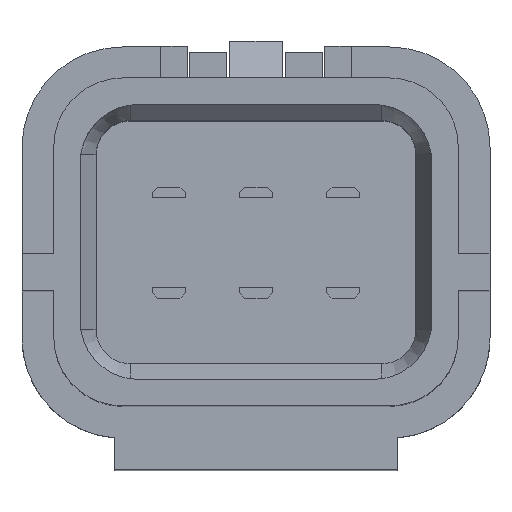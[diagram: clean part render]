
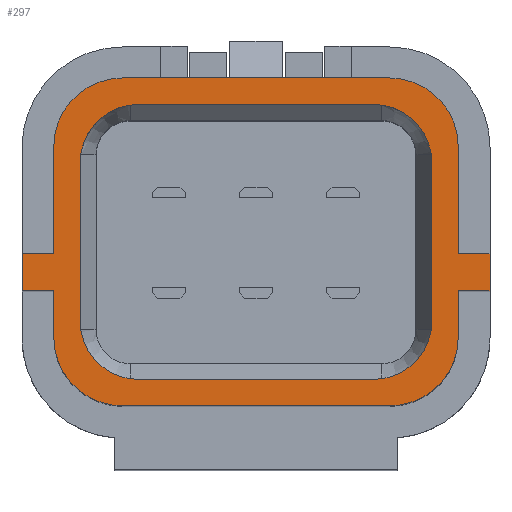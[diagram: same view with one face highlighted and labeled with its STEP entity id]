
A CAD part, top view. The second image highlights one B-rep face of the part: STEP entity #297.
In plain terms, the highlighted planar face has unit normal (0, 0, 1).
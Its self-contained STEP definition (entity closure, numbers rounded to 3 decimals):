
#297=ADVANCED_FACE('',(#663,#664),#462,.T.);
#462=PLANE('',#3303);
#605=CIRCLE('',#3295,2.6);
#606=CIRCLE('',#3296,2.6);
#607=CIRCLE('',#3297,2.6);
#608=CIRCLE('',#3298,2.6);
#609=CIRCLE('',#3299,2.2);
#610=CIRCLE('',#3300,2.2);
#611=CIRCLE('',#3301,2.2);
#612=CIRCLE('',#3302,2.2);
#663=FACE_BOUND('',#704,.T.);
#664=FACE_BOUND('',#705,.T.);
#704=EDGE_LOOP('',(#1000,#1001,#1002,#1003,#1004,#1005,#1006,#1007,#1008,
#1009,#1010,#1011,#1012,#1013,#1014,#1015));
#705=EDGE_LOOP('',(#1016,#1017,#1018,#1019,#1020,#1021,#1022,#1023));
#1000=ORIENTED_EDGE('',*,*,#2210,.F.);
#1001=ORIENTED_EDGE('',*,*,#2211,.T.);
#1002=ORIENTED_EDGE('',*,*,#2212,.F.);
#1003=ORIENTED_EDGE('',*,*,#2213,.F.);
#1004=ORIENTED_EDGE('',*,*,#2214,.F.);
#1005=ORIENTED_EDGE('',*,*,#2215,.F.);
#1006=ORIENTED_EDGE('',*,*,#2216,.T.);
#1007=ORIENTED_EDGE('',*,*,#2217,.F.);
#1008=ORIENTED_EDGE('',*,*,#2218,.F.);
#1009=ORIENTED_EDGE('',*,*,#2219,.T.);
#1010=ORIENTED_EDGE('',*,*,#2220,.T.);
#1011=ORIENTED_EDGE('',*,*,#2221,.T.);
#1012=ORIENTED_EDGE('',*,*,#2222,.T.);
#1013=ORIENTED_EDGE('',*,*,#2223,.T.);
#1014=ORIENTED_EDGE('',*,*,#2224,.T.);
#1015=ORIENTED_EDGE('',*,*,#2225,.T.);
#1016=ORIENTED_EDGE('',*,*,#2226,.F.);
#1017=ORIENTED_EDGE('',*,*,#2227,.T.);
#1018=ORIENTED_EDGE('',*,*,#2228,.F.);
#1019=ORIENTED_EDGE('',*,*,#2229,.T.);
#1020=ORIENTED_EDGE('',*,*,#2230,.F.);
#1021=ORIENTED_EDGE('',*,*,#2231,.T.);
#1022=ORIENTED_EDGE('',*,*,#2232,.F.);
#1023=ORIENTED_EDGE('',*,*,#2233,.T.);
#1900=VERTEX_POINT('',#4710);
#1901=VERTEX_POINT('',#4711);
#1902=VERTEX_POINT('',#4713);
#1903=VERTEX_POINT('',#4715);
#1904=VERTEX_POINT('',#4717);
#1905=VERTEX_POINT('',#4719);
#1906=VERTEX_POINT('',#4721);
#1907=VERTEX_POINT('',#4723);
#1908=VERTEX_POINT('',#4725);
#1909=VERTEX_POINT('',#4727);
#1910=VERTEX_POINT('',#4729);
#1911=VERTEX_POINT('',#4731);
#1912=VERTEX_POINT('',#4733);
#1913=VERTEX_POINT('',#4735);
#1914=VERTEX_POINT('',#4737);
#1915=VERTEX_POINT('',#4739);
#1916=VERTEX_POINT('',#4742);
#1917=VERTEX_POINT('',#4743);
#1918=VERTEX_POINT('',#4745);
#1919=VERTEX_POINT('',#4747);
#1920=VERTEX_POINT('',#4749);
#1921=VERTEX_POINT('',#4751);
#1922=VERTEX_POINT('',#4753);
#1923=VERTEX_POINT('',#4755);
#2210=EDGE_CURVE('',#1900,#1901,#2631,.T.);
#2211=EDGE_CURVE('',#1900,#1902,#2632,.T.);
#2212=EDGE_CURVE('',#1903,#1902,#605,.T.);
#2213=EDGE_CURVE('',#1904,#1903,#2633,.T.);
#2214=EDGE_CURVE('',#1905,#1904,#606,.T.);
#2215=EDGE_CURVE('',#1906,#1905,#2634,.T.);
#2216=EDGE_CURVE('',#1906,#1907,#2635,.T.);
#2217=EDGE_CURVE('',#1908,#1907,#2636,.T.);
#2218=EDGE_CURVE('',#1909,#1908,#2637,.T.);
#2219=EDGE_CURVE('',#1909,#1910,#2638,.T.);
#2220=EDGE_CURVE('',#1910,#1911,#607,.T.);
#2221=EDGE_CURVE('',#1911,#1912,#2639,.T.);
#2222=EDGE_CURVE('',#1912,#1913,#608,.T.);
#2223=EDGE_CURVE('',#1913,#1914,#2640,.T.);
#2224=EDGE_CURVE('',#1914,#1915,#2641,.T.);
#2225=EDGE_CURVE('',#1915,#1901,#2642,.T.);
#2226=EDGE_CURVE('',#1916,#1917,#2643,.T.);
#2227=EDGE_CURVE('',#1916,#1918,#609,.T.);
#2228=EDGE_CURVE('',#1919,#1918,#2644,.T.);
#2229=EDGE_CURVE('',#1919,#1920,#610,.T.);
#2230=EDGE_CURVE('',#1921,#1920,#2645,.T.);
#2231=EDGE_CURVE('',#1921,#1922,#611,.T.);
#2232=EDGE_CURVE('',#1923,#1922,#2646,.T.);
#2233=EDGE_CURVE('',#1923,#1917,#612,.T.);
#2631=LINE('',#4709,#2987);
#2632=LINE('',#4712,#2988);
#2633=LINE('',#4716,#2989);
#2634=LINE('',#4720,#2990);
#2635=LINE('',#4722,#2991);
#2636=LINE('',#4724,#2992);
#2637=LINE('',#4726,#2993);
#2638=LINE('',#4728,#2994);
#2639=LINE('',#4732,#2995);
#2640=LINE('',#4736,#2996);
#2641=LINE('',#4738,#2997);
#2642=LINE('',#4740,#2998);
#2643=LINE('',#4741,#2999);
#2644=LINE('',#4746,#3000);
#2645=LINE('',#4750,#3001);
#2646=LINE('',#4754,#3002);
#2987=VECTOR('',#3684,1.);
#2988=VECTOR('',#3685,1.);
#2989=VECTOR('',#3688,1.);
#2990=VECTOR('',#3691,1.);
#2991=VECTOR('',#3692,1.);
#2992=VECTOR('',#3693,1.);
#2993=VECTOR('',#3694,1.);
#2994=VECTOR('',#3695,1.);
#2995=VECTOR('',#3698,1.);
#2996=VECTOR('',#3701,1.);
#2997=VECTOR('',#3702,1.);
#2998=VECTOR('',#3703,1.);
#2999=VECTOR('',#3704,1.);
#3000=VECTOR('',#3707,1.);
#3001=VECTOR('',#3710,1.);
#3002=VECTOR('',#3713,1.);
#3295=AXIS2_PLACEMENT_3D('',#4714,#3686,#3687);
#3296=AXIS2_PLACEMENT_3D('',#4718,#3689,#3690);
#3297=AXIS2_PLACEMENT_3D('',#4730,#3696,#3697);
#3298=AXIS2_PLACEMENT_3D('',#4734,#3699,#3700);
#3299=AXIS2_PLACEMENT_3D('',#4744,#3705,#3706);
#3300=AXIS2_PLACEMENT_3D('',#4748,#3708,#3709);
#3301=AXIS2_PLACEMENT_3D('',#4752,#3711,#3712);
#3302=AXIS2_PLACEMENT_3D('',#4756,#3714,#3715);
#3303=AXIS2_PLACEMENT_3D('',#4757,#3716,#3717);
#3684=DIRECTION('',(1.,0.,0.));
#3685=DIRECTION('',(0.,1.,0.));
#3686=DIRECTION('',(0.,0.,-1.));
#3687=DIRECTION('',(1.,0.,0.));
#3688=DIRECTION('',(1.,0.,0.));
#3689=DIRECTION('',(0.,0.,-1.));
#3690=DIRECTION('',(1.,0.,0.));
#3691=DIRECTION('',(0.,1.,0.));
#3692=DIRECTION('',(-1.,0.,0.));
#3693=DIRECTION('',(0.,1.,0.));
#3694=DIRECTION('',(-1.,0.,0.));
#3695=DIRECTION('',(0.,-1.,0.));
#3696=DIRECTION('',(0.,0.,1.));
#3697=DIRECTION('',(1.,0.,0.));
#3698=DIRECTION('',(1.,0.,0.));
#3699=DIRECTION('',(0.,0.,1.));
#3700=DIRECTION('',(1.,0.,0.));
#3701=DIRECTION('',(0.,1.,0.));
#3702=DIRECTION('',(1.,0.,0.));
#3703=DIRECTION('',(0.,1.,0.));
#3704=DIRECTION('',(0.,-1.,0.));
#3705=DIRECTION('',(0.,0.,-1.));
#3706=DIRECTION('',(1.,0.,0.));
#3707=DIRECTION('',(-1.,0.,0.));
#3708=DIRECTION('',(0.,0.,-1.));
#3709=DIRECTION('',(1.,0.,0.));
#3710=DIRECTION('',(0.,1.,0.));
#3711=DIRECTION('',(0.,0.,-1.));
#3712=DIRECTION('',(1.,0.,0.));
#3713=DIRECTION('',(1.,0.,0.));
#3714=DIRECTION('',(0.,0.,-1.));
#3715=DIRECTION('',(1.,0.,0.));
#3716=DIRECTION('',(0.,0.,1.));
#3717=DIRECTION('',(-1.,0.,0.));
#4709=CARTESIAN_POINT('',(5.05,-0.45,0.));
#4710=CARTESIAN_POINT('',(7.65,-0.45,0.));
#4711=CARTESIAN_POINT('',(8.85,-0.45,0.));
#4712=CARTESIAN_POINT('',(7.65,-3.6,0.));
#4713=CARTESIAN_POINT('',(7.65,3.6,0.));
#4714=CARTESIAN_POINT('',(5.05,3.6,0.));
#4715=CARTESIAN_POINT('',(5.05,6.2,0.));
#4716=CARTESIAN_POINT('',(-5.05,6.2,0.));
#4717=CARTESIAN_POINT('',(-5.05,6.2,0.));
#4718=CARTESIAN_POINT('',(-5.05,3.6,0.));
#4719=CARTESIAN_POINT('',(-7.65,3.6,0.));
#4720=CARTESIAN_POINT('',(-7.65,3.6,0.));
#4721=CARTESIAN_POINT('',(-7.65,-0.45,0.));
#4722=CARTESIAN_POINT('',(5.05,-0.45,0.));
#4723=CARTESIAN_POINT('',(-8.85,-0.45,0.));
#4724=CARTESIAN_POINT('',(-8.85,-3.6,0.));
#4725=CARTESIAN_POINT('',(-8.85,-1.85,0.));
#4726=CARTESIAN_POINT('',(5.05,-1.85,0.));
#4727=CARTESIAN_POINT('',(-7.65,-1.85,0.));
#4728=CARTESIAN_POINT('',(-7.65,-3.6,0.));
#4729=CARTESIAN_POINT('',(-7.65,-3.6,0.));
#4730=CARTESIAN_POINT('',(-5.05,-3.6,0.));
#4731=CARTESIAN_POINT('',(-5.05,-6.2,0.));
#4732=CARTESIAN_POINT('',(5.05,-6.2,0.));
#4733=CARTESIAN_POINT('',(5.05,-6.2,0.));
#4734=CARTESIAN_POINT('',(5.05,-3.6,0.));
#4735=CARTESIAN_POINT('',(7.65,-3.6,0.));
#4736=CARTESIAN_POINT('',(7.65,-3.6,0.));
#4737=CARTESIAN_POINT('',(7.65,-1.85,0.));
#4738=CARTESIAN_POINT('',(5.05,-1.85,0.));
#4739=CARTESIAN_POINT('',(8.85,-1.85,0.));
#4740=CARTESIAN_POINT('',(8.85,-3.6,0.));
#4741=CARTESIAN_POINT('',(-6.65,-3.6,0.));
#4742=CARTESIAN_POINT('',(-6.65,3.,0.));
#4743=CARTESIAN_POINT('',(-6.65,-3.,0.));
#4744=CARTESIAN_POINT('',(-4.45,3.,0.));
#4745=CARTESIAN_POINT('',(-4.45,5.2,0.));
#4746=CARTESIAN_POINT('',(5.05,5.2,0.));
#4747=CARTESIAN_POINT('',(4.45,5.2,0.));
#4748=CARTESIAN_POINT('',(4.45,3.,0.));
#4749=CARTESIAN_POINT('',(6.65,3.,0.));
#4750=CARTESIAN_POINT('',(6.65,-3.6,0.));
#4751=CARTESIAN_POINT('',(6.65,-3.,0.));
#4752=CARTESIAN_POINT('',(4.45,-3.,0.));
#4753=CARTESIAN_POINT('',(4.45,-5.2,0.));
#4754=CARTESIAN_POINT('',(5.05,-5.2,0.));
#4755=CARTESIAN_POINT('',(-4.45,-5.2,0.));
#4756=CARTESIAN_POINT('',(-4.45,-3.,0.));
#4757=CARTESIAN_POINT('',(5.05,-3.6,0.));
